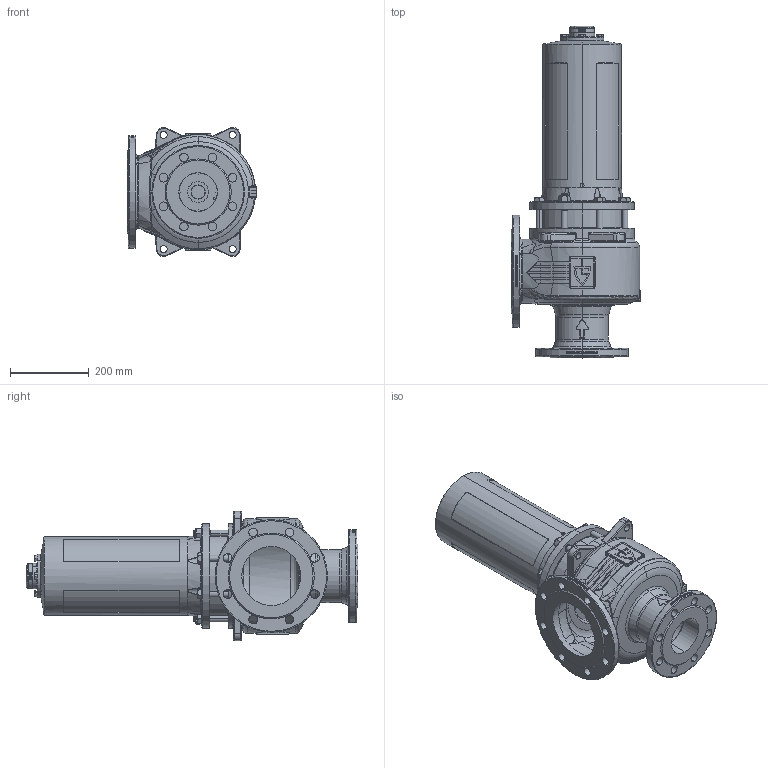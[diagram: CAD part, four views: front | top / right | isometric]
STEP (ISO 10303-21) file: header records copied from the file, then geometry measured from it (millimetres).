
FILE_DESCRIPTION (( 'STEP AP214' ), '1' );
FILE_NAME ('455BGFO_100_FLFL_100150_MD.STEP', '2020-08-28T07:41:40', ( '' ), ( '' ), 'SwSTEP 2.0', 'SolidWorks 2020', '' );
FILE_SCHEMA (( 'AUTOMOTIVE_DESIGN' ));
Length unit declared in the file: millimetre
Products named in the file (1): 455BGFO_100_FLFL_100150_MD
Bounding box: 329 x 843 x 327.98 mm (x, y, z)
Volume: 8039622.6 mm3; surface area: 1665711.7 mm2
Topology: 20 solids, 20 shells, 2671 faces, 6836 edges, 4344 vertices
Faces by surface type: plane 1023, bspline 772, cylinder 501, cone 236, torus 138, sphere 1
Entity records: 204372 total; most frequent: CARTESIAN_POINT 115794, ORIENTED_EDGE 13572, DIRECTION 10274, EDGE_CURVE 6786, VERTEX_POINT 4344, AXIS2_PLACEMENT_3D 4065, EDGE_LOOP 2956, UNCERTAINTY_MEASURE_WITH_UNIT 2687
